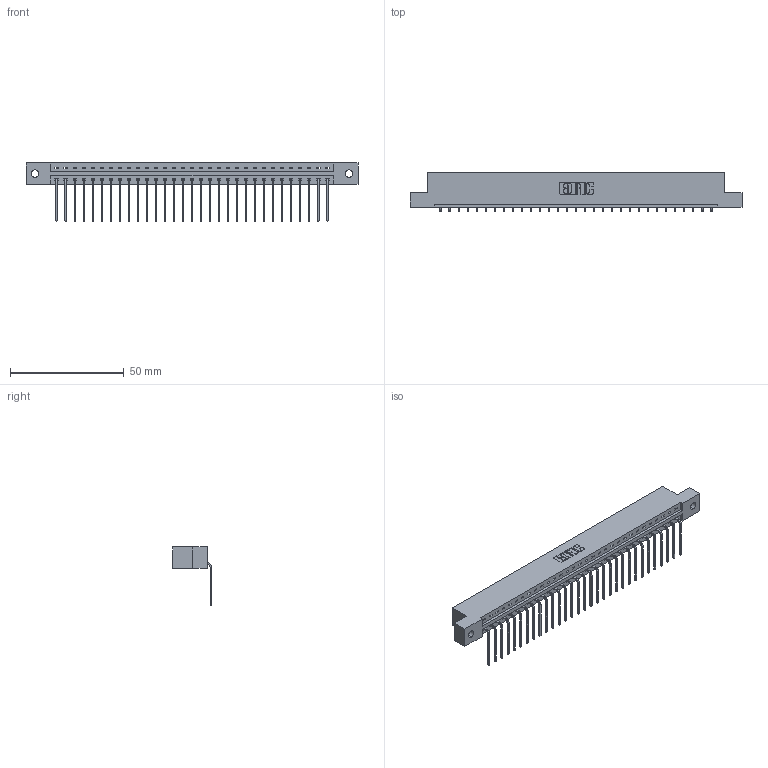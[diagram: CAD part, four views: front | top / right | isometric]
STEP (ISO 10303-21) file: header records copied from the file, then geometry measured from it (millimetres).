
FILE_DESCRIPTION (( 'STEP AP203' ), '1' );
FILE_NAME ('387-031-559-102.STEP', '2018-09-18T05:14:31', ( '' ), ( '' ), 'SwSTEP 2.0', 'SolidWorks 2016', '' );
FILE_SCHEMA (( 'CONFIG_CONTROL_DESIGN' ));
Length unit declared in the file: inch
Products named in the file (3): 345-292-001_558 559 Tail - 1; 387-031-559-102; 337 Part_Flush Mounting Lugs - 0.128 Dia
Assembly tree (32 placements, depth 2):
  387-031-559-102
    337 Part_Flush Mounting Lugs - 0.128 Dia
    345-292-001_558 559 Tail - 1  x31
Bounding box: 145.85 x 17.09 x 25.53 mm (x, y, z)
Volume: 15087.3 mm3; surface area: 15894.1 mm2
Topology: 32 solids, 32 shells, 2098 faces, 6325 edges, 4174 vertices
Faces by surface type: plane 1558, cylinder 540
Entity records: 24553 total; most frequent: CARTESIAN_POINT 4283, ORIENTED_EDGE 4250, DIRECTION 3627, EDGE_CURVE 2125, LINE 1997, VECTOR 1997, VERTEX_POINT 1414, AXIS2_PLACEMENT_3D 815
